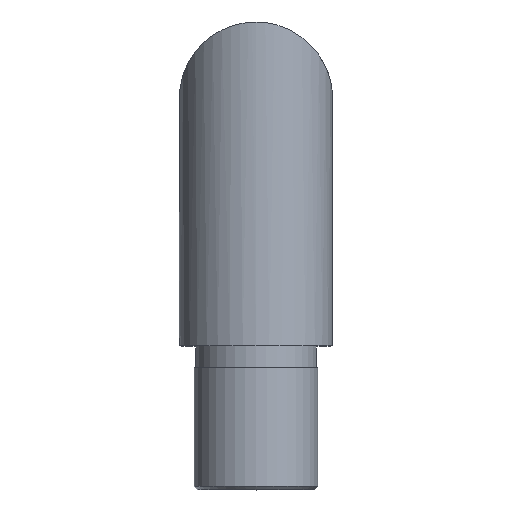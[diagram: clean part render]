
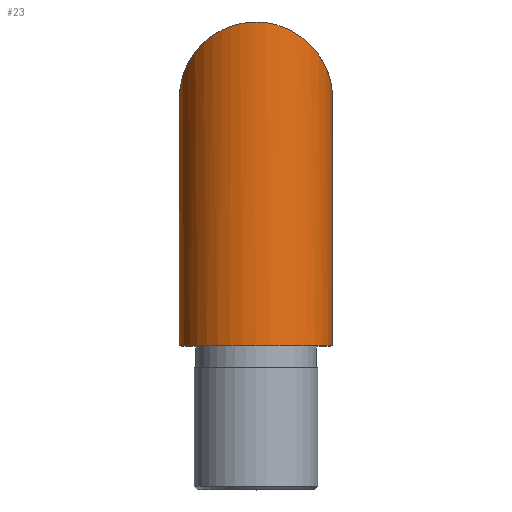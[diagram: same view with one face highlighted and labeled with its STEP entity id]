
A CAD part, top view. The second image highlights one B-rep face of the part: STEP entity #23.
In plain terms, the highlighted cylindrical face has radius 10.65 mm (diameter 21.3 mm), a full revolution.
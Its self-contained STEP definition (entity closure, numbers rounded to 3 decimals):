
#23 = ADVANCED_FACE ( 'NONE', ( #12426, #4582 ), #605, .T. ) ;
#605 = CYLINDRICAL_SURFACE ( 'NONE', #1907, 10.65 ) ;
#1607 = CARTESIAN_POINT ( 'NONE',  ( 0., 23.7, -10.65 ) ) ;
#1907 = AXIS2_PLACEMENT_3D ( 'NONE', #5739, #2784, #5821 ) ;
#2426 = CARTESIAN_POINT ( 'NONE',  ( 0., 45., 10.65 ) ) ;
#2784 = DIRECTION ( 'NONE',  ( 0., -1., 0. ) ) ;
#3323 = CIRCLE ( 'NONE', #9449, 10.65 ) ;
#3521 = CARTESIAN_POINT ( 'NONE',  ( 21.3, 23.7, -10.65 ) ) ;
#4582 = FACE_OUTER_BOUND ( 'NONE', #6563, .T. ) ;
#5596 = DIRECTION ( 'NONE',  ( 0., 1., 0. ) ) ;
#5739 = CARTESIAN_POINT ( 'NONE',  ( 0., 64.473, 0. ) ) ;
#5821 = DIRECTION ( 'NONE',  ( 0., 0., -1. ) ) ;
#5947 = VERTEX_POINT ( 'NONE', #8782 ) ;
#6037 = EDGE_CURVE ( 'NONE', #9332, #9332, #10335, .T. ) ;
#6563 = EDGE_LOOP ( 'NONE', ( #8832 ) ) ;
#7808 = CARTESIAN_POINT ( 'NONE',  ( 0., 0., 0. ) ) ;
#8604 = CARTESIAN_POINT ( 'NONE',  ( -21.3, 23.7, -10.65 ) ) ;
#8690 = CARTESIAN_POINT ( 'NONE',  ( 0., 23.7, -10.65 ) ) ;
#8727 = CARTESIAN_POINT ( 'NONE',  ( -21.3, 45., 10.65 ) ) ;
#8782 = CARTESIAN_POINT ( 'NONE',  ( 0., 0., 10.65 ) ) ;
#8832 = ORIENTED_EDGE ( 'NONE', *, *, #6037, .F. ) ;
#9286 = EDGE_LOOP ( 'NONE', ( #9480 ) ) ;
#9332 = VERTEX_POINT ( 'NONE', #1607 ) ;
#9449 = AXIS2_PLACEMENT_3D ( 'NONE', #7808, #5596, #9843 ) ;
#9480 = ORIENTED_EDGE ( 'NONE', *, *, #9504, .T. ) ;
#9504 = EDGE_CURVE ( 'NONE', #5947, #5947, #3323, .T. ) ;
#9843 = DIRECTION ( 'NONE',  ( 0., 0., 1. ) ) ;
#10335 =( BOUNDED_CURVE ( )  B_SPLINE_CURVE ( 3, ( #8690, #8604, #8727, #2426, #10629, #3521, #10671 ),
 .UNSPECIFIED., .T., .F. ) 
 B_SPLINE_CURVE_WITH_KNOTS ( ( 4, 3, 4 ),
 ( 0., 3.142, 6.283 ),
 .UNSPECIFIED. ) 
 CURVE ( )  GEOMETRIC_REPRESENTATION_ITEM ( )  RATIONAL_B_SPLINE_CURVE ( ( 1., 0.333, 0.333, 1., 0.333, 0.333, 1. ) ) 
 REPRESENTATION_ITEM ( '' )  );
#10629 = CARTESIAN_POINT ( 'NONE',  ( 21.3, 45., 10.65 ) ) ;
#10671 = CARTESIAN_POINT ( 'NONE',  ( 0., 23.7, -10.65 ) ) ;
#12426 = FACE_OUTER_BOUND ( 'NONE', #9286, .T. ) ;
